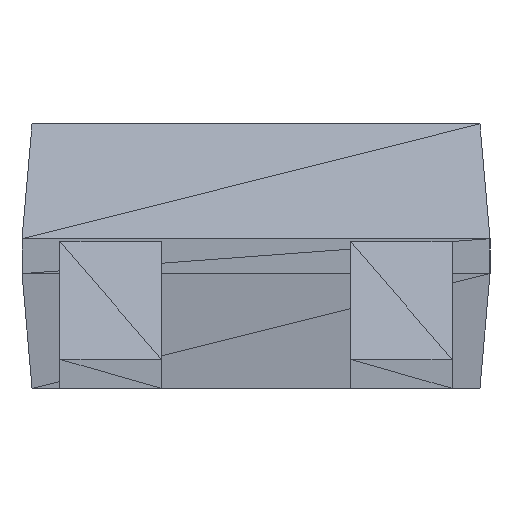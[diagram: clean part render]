
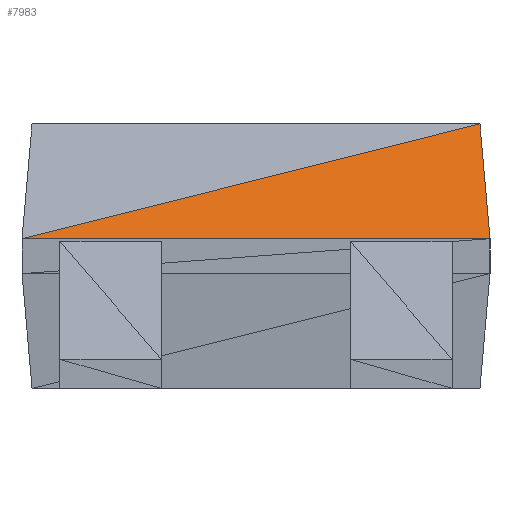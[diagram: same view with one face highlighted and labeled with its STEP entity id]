
A CAD part, left-side view. The second image highlights one B-rep face of the part: STEP entity #7983.
In plain terms, the highlighted planar face has unit normal (-0.921, 0, 0.389).
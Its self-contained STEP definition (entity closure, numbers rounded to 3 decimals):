
#7983=ADVANCED_FACE('',(#7989),#7984,.F.);
#7984=PLANE('',#7985);
#7985=AXIS2_PLACEMENT_3D('',#7986,#7987,#7988);
#7986=CARTESIAN_POINT('Origin',(-3.848,2.045,1.308));
#7987=DIRECTION('center_axis',(0.921,0.0,-0.389));
#7988=DIRECTION('ref_axis',(0.,0.,1.));
#7989=FACE_OUTER_BOUND('',#7990,.T.);
#7990=EDGE_LOOP('',(#7991,#8001,#8011));
#7991=ORIENTED_EDGE('',*,*,#7992,.F.);
#7992=EDGE_CURVE('',#7993,#7995,#7997,.T.);
#7993=VERTEX_POINT('',#7994);
#7994=CARTESIAN_POINT('',(-3.848,-2.045,1.308));
#7995=VERTEX_POINT('',#7996);
#7996=CARTESIAN_POINT('',(-3.848,2.045,1.308));
#7997=LINE('',#7998,#7999);
#7998=CARTESIAN_POINT('',(-3.848,-2.045,1.308));
#7999=VECTOR('',#8000,4.089);
#8000=DIRECTION('',(0.0,1.0,0.0));
#8001=ORIENTED_EDGE('',*,*,#8002,.F.);
#8002=EDGE_CURVE('',#8003,#8005,#8007,.T.);
#8003=VERTEX_POINT('',#8004);
#8004=CARTESIAN_POINT('',(-3.424,-1.957,2.311));
#8005=VERTEX_POINT('',#7994);
#8007=LINE('',#8008,#8009);
#8008=CARTESIAN_POINT('',(-3.424,-1.957,2.311));
#8009=VECTOR('',#8010,1.093);
#8010=DIRECTION('',(-0.388,-0.08,-0.918));
#8011=ORIENTED_EDGE('',*,*,#8012,.F.);
#8012=EDGE_CURVE('',#8013,#8015,#8017,.T.);
#8013=VERTEX_POINT('',#7996);
#8015=VERTEX_POINT('',#8004);
#8017=LINE('',#8018,#8019);
#8018=CARTESIAN_POINT('',(-3.848,2.045,1.308));
#8019=VECTOR('',#8020,4.148);
#8020=DIRECTION('',(0.102,-0.965,0.242));
